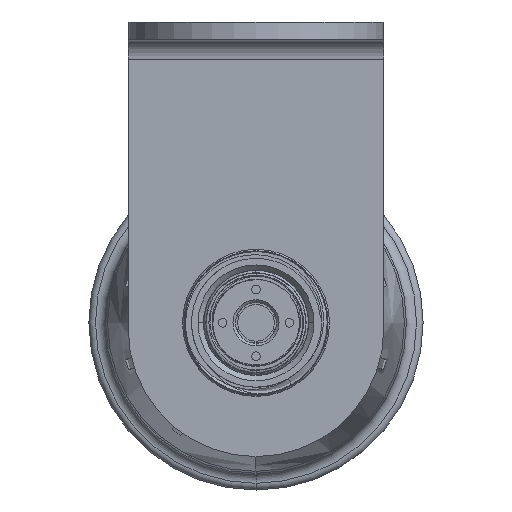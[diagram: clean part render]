
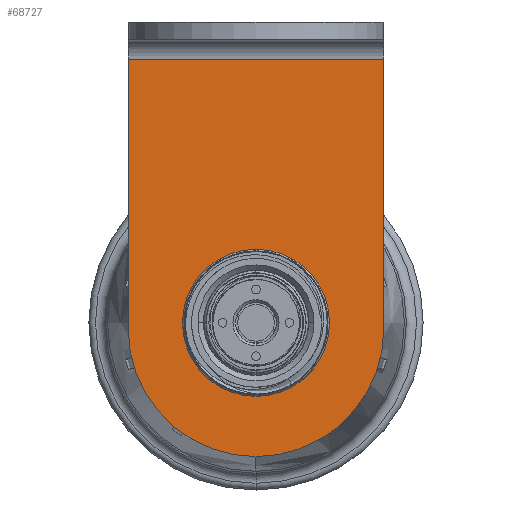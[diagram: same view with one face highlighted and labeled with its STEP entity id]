
A CAD part, front view. The second image highlights one B-rep face of the part: STEP entity #68727.
In plain terms, the highlighted face is planar.
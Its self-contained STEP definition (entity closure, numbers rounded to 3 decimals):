
#68288=DIRECTION('',(0.,-1.,0.));
#68289=VECTOR('',#68288,40.275);
#68290=CARTESIAN_POINT('',(0.,-19.125,2.6));
#68291=LINE('',#68290,#68289);
#68395=DIRECTION('',(0.,-1.,0.));
#68396=VECTOR('',#68395,40.275);
#68397=CARTESIAN_POINT('',(38.25,-19.125,2.6));
#68398=LINE('',#68397,#68396);
#68417=CARTESIAN_POINT('',(19.125,-20.,2.6));
#68418=DIRECTION('',(0.,0.,-1.));
#68419=DIRECTION('',(1.,0.,0.));
#68420=AXIS2_PLACEMENT_3D('',#68417,#68418,#68419);
#68422=CARTESIAN_POINT('',(19.125,-20.,2.6));
#68423=DIRECTION('',(0.,0.,-1.));
#68424=DIRECTION('',(-1.,0.,0.));
#68425=AXIS2_PLACEMENT_3D('',#68422,#68423,#68424);
#68427=CARTESIAN_POINT('',(19.125,-19.125,2.6));
#68428=DIRECTION('',(0.,0.,-1.));
#68429=DIRECTION('',(-1.,0.,0.));
#68430=AXIS2_PLACEMENT_3D('',#68427,#68428,#68429);
#68432=DIRECTION('',(1.,0.,0.));
#68433=VECTOR('',#68432,38.25);
#68434=CARTESIAN_POINT('',(0.,-59.4,2.6));
#68435=LINE('',#68434,#68433);
#68463=CARTESIAN_POINT('',(30.125,-20.,2.6));
#68464=CARTESIAN_POINT('',(8.125,-20.,2.6));
#68465=VERTEX_POINT('',#68463);
#68466=VERTEX_POINT('',#68464);
#68491=CARTESIAN_POINT('',(0.,-59.4,2.6));
#68492=CARTESIAN_POINT('',(38.25,-59.4,2.6));
#68493=VERTEX_POINT('',#68491);
#68494=VERTEX_POINT('',#68492);
#68515=CARTESIAN_POINT('',(38.25,-19.125,2.6));
#68516=VERTEX_POINT('',#68515);
#68517=CARTESIAN_POINT('',(0.,-19.125,2.6));
#68518=VERTEX_POINT('',#68517);
#68709=CARTESIAN_POINT('',(0.,0.,2.6));
#68710=DIRECTION('',(0.,0.,1.));
#68711=DIRECTION('',(0.,-1.,0.));
#68712=AXIS2_PLACEMENT_3D('',#68709,#68710,#68711);
#68713=PLANE('',#68712);
#68715=ORIENTED_EDGE('',*,*,#68714,.T.);
#68716=ORIENTED_EDGE('',*,*,#68687,.T.);
#68717=ORIENTED_EDGE('',*,*,#68703,.F.);
#68718=ORIENTED_EDGE('',*,*,#68530,.F.);
#68719=EDGE_LOOP('',(#68715,#68716,#68717,#68718));
#68720=FACE_OUTER_BOUND('',#68719,.F.);
#68722=ORIENTED_EDGE('',*,*,#68721,.F.);
#68724=ORIENTED_EDGE('',*,*,#68723,.F.);
#68725=EDGE_LOOP('',(#68722,#68724));
#68726=FACE_BOUND('',#68725,.F.);
#68727=ADVANCED_FACE('',(#68720,#68726),#68713,.T.);
#68421=CIRCLE('',#68420,11.);
#68426=CIRCLE('',#68425,11.);
#68431=CIRCLE('',#68430,19.125);
#68530=EDGE_CURVE('',#68518,#68493,#68291,.T.);
#68687=EDGE_CURVE('',#68516,#68494,#68398,.T.);
#68703=EDGE_CURVE('',#68493,#68494,#68435,.T.);
#68714=EDGE_CURVE('',#68518,#68516,#68431,.T.);
#68721=EDGE_CURVE('',#68465,#68466,#68421,.T.);
#68723=EDGE_CURVE('',#68466,#68465,#68426,.T.);
